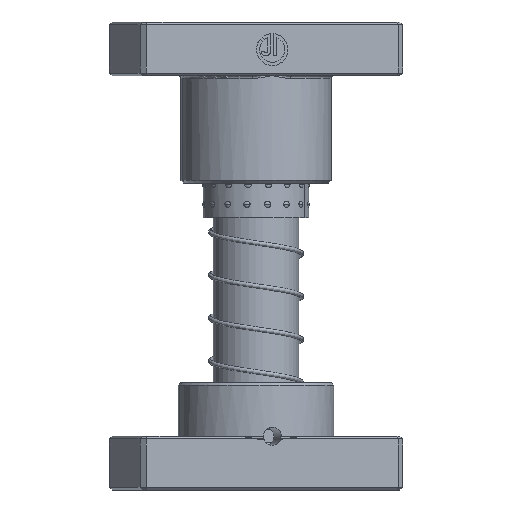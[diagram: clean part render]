
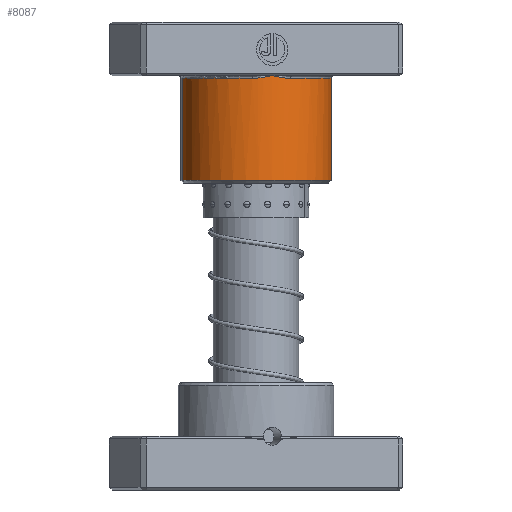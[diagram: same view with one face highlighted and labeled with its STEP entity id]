
A CAD part, front view. The second image highlights one B-rep face of the part: STEP entity #8087.
In plain terms, the highlighted cylindrical face has radius 28 mm (diameter 56 mm), a partial arc.
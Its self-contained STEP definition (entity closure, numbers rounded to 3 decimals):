
#783 = DIRECTION ( 'NONE',  ( 0., 0., -1. ) ) ;
#1307 = EDGE_CURVE ( 'NONE', #17156, #8890, #34854, .T. ) ;
#2387 = ORIENTED_EDGE ( 'NONE', *, *, #1307, .T. ) ;
#2489 = AXIS2_PLACEMENT_3D ( 'NONE', #8866, #12056, #12201 ) ;
#2974 = DIRECTION ( 'NONE',  ( 0., 0., -1. ) ) ;
#3020 = CARTESIAN_POINT ( 'NONE',  ( -6.685, 27.198, 21. ) ) ;
#3211 = ORIENTED_EDGE ( 'NONE', *, *, #26275, .T. ) ;
#3230 = LINE ( 'NONE', #13168, #28541 ) ;
#4430 = CARTESIAN_POINT ( 'NONE',  ( 0., 28., 20. ) ) ;
#4450 = AXIS2_PLACEMENT_3D ( 'NONE', #25233, #5471, #28561 ) ;
#4530 = CIRCLE ( 'NONE', #34371, 28. ) ;
#4571 = LINE ( 'NONE', #23894, #29905 ) ;
#4755 = CARTESIAN_POINT ( 'NONE',  ( 4.873, 27.58, 20.837 ) ) ;
#5471 = DIRECTION ( 'NONE',  ( 0., 0., 1. ) ) ;
#5529 = EDGE_CURVE ( 'NONE', #36484, #31123, #3230, .T. ) ;
#5601 = EDGE_LOOP ( 'NONE', ( #23587, #17995, #20962, #2387, #3211, #18863, #37509 ) ) ;
#5642 = VERTEX_POINT ( 'NONE', #22992 ) ;
#6684 = CARTESIAN_POINT ( 'NONE',  ( -7.289, 27.034, 21. ) ) ;
#6996 = EDGE_CURVE ( 'NONE', #5642, #36484, #28193, .T. ) ;
#8085 = CARTESIAN_POINT ( 'NONE',  ( 3.054, 27.84, 20.566 ) ) ;
#8087 = ADVANCED_FACE ( 'NONE', ( #17214 ), #42530, .T. ) ;
#8818 = AXIS2_PLACEMENT_3D ( 'NONE', #22753, #2974, #26071 ) ;
#8866 = CARTESIAN_POINT ( 'NONE',  ( 0., 0., 60. ) ) ;
#8890 = VERTEX_POINT ( 'NONE', #4430 ) ;
#11314 = CARTESIAN_POINT ( 'NONE',  ( 0., 0., 21. ) ) ;
#11429 = CARTESIAN_POINT ( 'NONE',  ( 1.529, 27.96, 20.291 ) ) ;
#12056 = DIRECTION ( 'NONE',  ( 0., 0., -1. ) ) ;
#12201 = DIRECTION ( 'NONE',  ( -1., 0., 0. ) ) ;
#12727 = CARTESIAN_POINT ( 'NONE',  ( 0., 28., 20. ) ) ;
#13168 = CARTESIAN_POINT ( 'NONE',  ( 28., 0., 60. ) ) ;
#14656 = DIRECTION ( 'NONE',  ( 1., 0., 0. ) ) ;
#14735 = EDGE_CURVE ( 'NONE', #5642, #38963, #4571, .T. ) ;
#14772 = CARTESIAN_POINT ( 'NONE',  ( 0.611, 27.995, 20.118 ) ) ;
#15051 = EDGE_CURVE ( 'NONE', #31123, #17156, #37630, .T. ) ;
#17156 = VERTEX_POINT ( 'NONE', #42356 ) ;
#17214 = FACE_OUTER_BOUND ( 'NONE', #5601, .T. ) ;
#17995 = ORIENTED_EDGE ( 'NONE', *, *, #5529, .T. ) ;
#18040 = CARTESIAN_POINT ( 'NONE',  ( 0., 28., 20. ) ) ;
#18863 = ORIENTED_EDGE ( 'NONE', *, *, #22056, .T. ) ;
#19488 = CARTESIAN_POINT ( 'NONE',  ( -4.268, 27.68, 20.755 ) ) ;
#19922 = CARTESIAN_POINT ( 'NONE',  ( -28., 0., 21. ) ) ;
#20962 = ORIENTED_EDGE ( 'NONE', *, *, #15051, .T. ) ;
#22056 = EDGE_CURVE ( 'NONE', #30804, #38963, #4530, .T. ) ;
#22753 = CARTESIAN_POINT ( 'NONE',  ( 0., 0., 59. ) ) ;
#22806 = CARTESIAN_POINT ( 'NONE',  ( -6.081, 27.339, 20.959 ) ) ;
#22992 = CARTESIAN_POINT ( 'NONE',  ( -28., 0., 59. ) ) ;
#23587 = ORIENTED_EDGE ( 'NONE', *, *, #6996, .T. ) ;
#23894 = CARTESIAN_POINT ( 'NONE',  ( -28., 0., 60. ) ) ;
#24545 = CARTESIAN_POINT ( 'NONE',  ( 7.289, 27.034, 21. ) ) ;
#25069 = CARTESIAN_POINT ( 'NONE',  ( 28., 0., 59. ) ) ;
#25233 = CARTESIAN_POINT ( 'NONE',  ( 0., 0., 21. ) ) ;
#25857 = B_SPLINE_CURVE_WITH_KNOTS ( 'NONE', 3,
 ( #12727, #32623, #39290, #19488, #42575, #22806, #3020, #26129 ),
 .UNSPECIFIED., .F., .F.,
 ( 4, 2, 2, 4 ),
 ( 0., 0.004, 0.006, 0.007 ),
 .UNSPECIFIED. ) ;
#26071 = DIRECTION ( 'NONE',  ( 1., 0., 0. ) ) ;
#26129 = CARTESIAN_POINT ( 'NONE',  ( -7.289, 27.034, 21. ) ) ;
#26275 = EDGE_CURVE ( 'NONE', #8890, #30804, #25857, .T. ) ;
#27592 = CARTESIAN_POINT ( 'NONE',  ( 6.081, 27.339, 20.959 ) ) ;
#27872 = CARTESIAN_POINT ( 'NONE',  ( 4.268, 27.68, 20.755 ) ) ;
#28193 = CIRCLE ( 'NONE', #8818, 28. ) ;
#28541 = VECTOR ( 'NONE', #39577, 1000. ) ;
#28561 = DIRECTION ( 'NONE',  ( 1., 0., 0. ) ) ;
#29905 = VECTOR ( 'NONE', #783, 1000. ) ;
#30804 = VERTEX_POINT ( 'NONE', #6684 ) ;
#30922 = CARTESIAN_POINT ( 'NONE',  ( 6.685, 27.198, 21. ) ) ;
#31123 = VERTEX_POINT ( 'NONE', #35371 ) ;
#31201 = CARTESIAN_POINT ( 'NONE',  ( 2.446, 27.9, 20.46 ) ) ;
#32623 = CARTESIAN_POINT ( 'NONE',  ( -1.223, 28., 20.235 ) ) ;
#34371 = AXIS2_PLACEMENT_3D ( 'NONE', #11314, #34388, #14656 ) ;
#34388 = DIRECTION ( 'NONE',  ( 0., 0., 1. ) ) ;
#34513 = CARTESIAN_POINT ( 'NONE',  ( 1.223, 27.975, 20.234 ) ) ;
#34854 = B_SPLINE_CURVE_WITH_KNOTS ( 'NONE', 3,
 ( #24545, #30922, #27592, #4755, #27872, #8085, #31201, #11429, #34513, #14772, #37835, #18040 ),
 .UNSPECIFIED., .F., .F.,
 ( 4, 2, 2, 2, 2, 4 ),
 ( 0., 0.002, 0.004, 0.006, 0.006, 0.007 ),
 .UNSPECIFIED. ) ;
#35371 = CARTESIAN_POINT ( 'NONE',  ( 28., 0., 21. ) ) ;
#36484 = VERTEX_POINT ( 'NONE', #25069 ) ;
#37509 = ORIENTED_EDGE ( 'NONE', *, *, #14735, .F. ) ;
#37630 = CIRCLE ( 'NONE', #4450, 28. ) ;
#37835 = CARTESIAN_POINT ( 'NONE',  ( 0.304, 28., 20.058 ) ) ;
#38963 = VERTEX_POINT ( 'NONE', #19922 ) ;
#39290 = CARTESIAN_POINT ( 'NONE',  ( -2.448, 27.92, 20.472 ) ) ;
#39577 = DIRECTION ( 'NONE',  ( 0., 0., -1. ) ) ;
#42356 = CARTESIAN_POINT ( 'NONE',  ( 7.289, 27.034, 21. ) ) ;
#42530 = CYLINDRICAL_SURFACE ( 'NONE', #2489, 28. ) ;
#42575 = CARTESIAN_POINT ( 'NONE',  ( -4.873, 27.58, 20.837 ) ) ;
